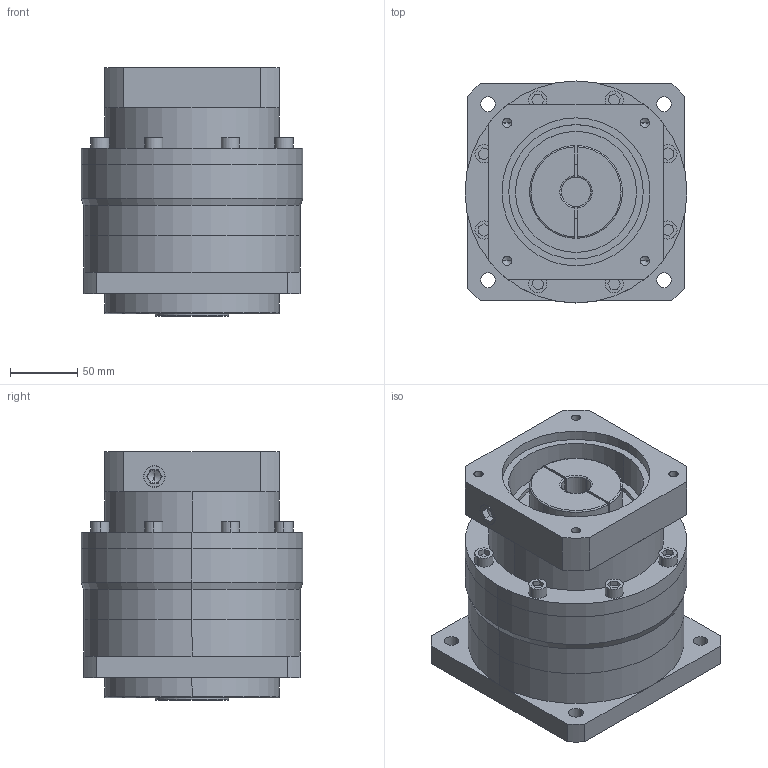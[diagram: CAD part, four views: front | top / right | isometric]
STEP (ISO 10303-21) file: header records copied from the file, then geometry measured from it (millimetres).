
FILE_DESCRIPTION (( 'STEP AP214' ), '1' );
FILE_NAME ('VGK160单级模型（22-55 110-5 4-9-145） 输入一体轴.STEP', '2018-11-28T08:13:26', ( 'Windows' ), ( 'Microsoft' ), 'SwSTEP 2.0', 'SolidWorks 2016', '' );
FILE_SCHEMA (( 'AUTOMOTIVE_DESIGN' ));
Length unit declared in the file: millimetre
Products named in the file (1): VGK160单级模型（22-55 110-5 4-9-145） 输入一体轴
Bounding box: 165 x 165 x 185 mm (x, y, z)
Volume: 3109913.6 mm3; surface area: 281430.5 mm2
Topology: 11 solids, 11 shells, 379 faces, 870 edges, 559 vertices
Faces by surface type: plane 226, cylinder 129, cone 14, torus 10
Entity records: 11526 total; most frequent: DIRECTION 1909, CARTESIAN_POINT 1861, ORIENTED_EDGE 1716, EDGE_CURVE 858, AXIS2_PLACEMENT_3D 679, VERTEX_POINT 559, VECTOR 551, LINE 551
